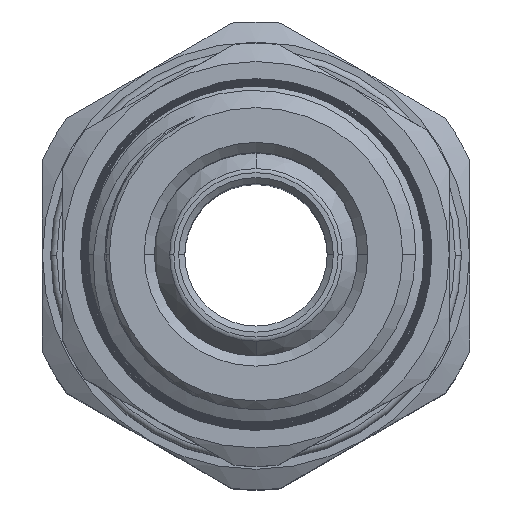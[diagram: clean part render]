
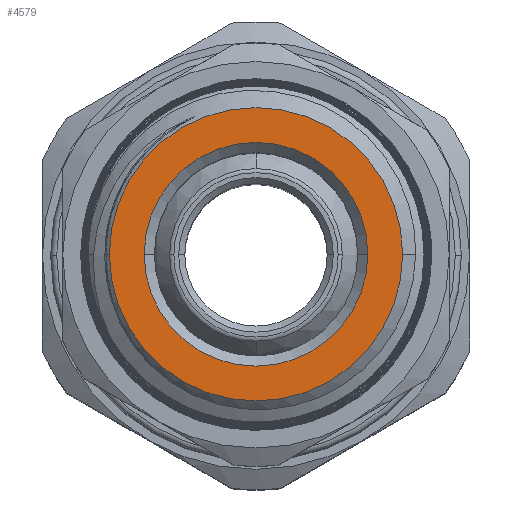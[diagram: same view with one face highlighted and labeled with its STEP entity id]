
A CAD part, top view. The second image highlights one B-rep face of the part: STEP entity #4579.
In plain terms, the highlighted face is planar.
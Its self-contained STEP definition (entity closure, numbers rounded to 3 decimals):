
#1211 = DIRECTION ( 'NONE',  ( 1., 0., 0. ) ) ;
#2584 = ORIENTED_EDGE ( 'NONE', *, *, #28676, .T. ) ;
#3434 = ORIENTED_EDGE ( 'NONE', *, *, #15944, .T. ) ;
#3489 = CARTESIAN_POINT ( 'NONE',  ( 5.5, 0., -21.7 ) ) ;
#4012 = CARTESIAN_POINT ( 'NONE',  ( 7.213, 0., -21.7 ) ) ;
#4579 = ADVANCED_FACE ( 'NONE', ( #14576, #15302 ), #15365, .F. ) ;
#5407 = CARTESIAN_POINT ( 'NONE',  ( 0., 0., -21.7 ) ) ;
#6234 = DIRECTION ( 'NONE',  ( 1., 0., 0. ) ) ;
#7198 = VERTEX_POINT ( 'NONE', #4012 ) ;
#7289 = CARTESIAN_POINT ( 'NONE',  ( -5.5, 0., -21.7 ) ) ;
#7291 = AXIS2_PLACEMENT_3D ( 'NONE', #5407, #21465, #7709 ) ;
#7440 = DIRECTION ( 'NONE',  ( 0., 0., -1. ) ) ;
#7709 = DIRECTION ( 'NONE',  ( 1., 0., 0. ) ) ;
#7816 = VERTEX_POINT ( 'NONE', #7289 ) ;
#9067 = VERTEX_POINT ( 'NONE', #3489 ) ;
#10764 = DIRECTION ( 'NONE',  ( 0., 0., 1. ) ) ;
#10821 = CIRCLE ( 'NONE', #7291, 5.5 ) ;
#11436 = ORIENTED_EDGE ( 'NONE', *, *, #22529, .T. ) ;
#12564 = VERTEX_POINT ( 'NONE', #18760 ) ;
#13362 = DIRECTION ( 'NONE',  ( 0., 0., -1. ) ) ;
#14002 = AXIS2_PLACEMENT_3D ( 'NONE', #27116, #13362, #29428 ) ;
#14576 = FACE_OUTER_BOUND ( 'NONE', #18299, .T. ) ;
#14967 = DIRECTION ( 'NONE',  ( 0., 0., 1. ) ) ;
#15302 = FACE_BOUND ( 'NONE', #24721, .T. ) ;
#15365 = PLANE ( 'NONE',  #18854 ) ;
#15944 = EDGE_CURVE ( 'NONE', #9067, #7816, #21806, .T. ) ;
#17032 = ORIENTED_EDGE ( 'NONE', *, *, #17153, .T. ) ;
#17153 = EDGE_CURVE ( 'NONE', #7198, #12564, #18578, .T. ) ;
#17686 = CARTESIAN_POINT ( 'NONE',  ( 0., 0., -21.7 ) ) ;
#18299 = EDGE_LOOP ( 'NONE', ( #17032, #11436 ) ) ;
#18578 = CIRCLE ( 'NONE', #25690, 7.213 ) ;
#18760 = CARTESIAN_POINT ( 'NONE',  ( -7.213, 0., -21.7 ) ) ;
#18854 = AXIS2_PLACEMENT_3D ( 'NONE', #17686, #10764, #6234 ) ;
#19092 = CIRCLE ( 'NONE', #14002, 7.213 ) ;
#21220 = CARTESIAN_POINT ( 'NONE',  ( 0., 0., -21.7 ) ) ;
#21465 = DIRECTION ( 'NONE',  ( 0., 0., 1. ) ) ;
#21806 = CIRCLE ( 'NONE', #23756, 5.5 ) ;
#22529 = EDGE_CURVE ( 'NONE', #12564, #7198, #19092, .T. ) ;
#23526 = DIRECTION ( 'NONE',  ( 1., 0., 0. ) ) ;
#23756 = AXIS2_PLACEMENT_3D ( 'NONE', #28743, #14967, #1211 ) ;
#24721 = EDGE_LOOP ( 'NONE', ( #2584, #3434 ) ) ;
#25690 = AXIS2_PLACEMENT_3D ( 'NONE', #21220, #7440, #23526 ) ;
#27116 = CARTESIAN_POINT ( 'NONE',  ( 0., 0., -21.7 ) ) ;
#28676 = EDGE_CURVE ( 'NONE', #7816, #9067, #10821, .T. ) ;
#28743 = CARTESIAN_POINT ( 'NONE',  ( 0., 0., -21.7 ) ) ;
#29428 = DIRECTION ( 'NONE',  ( 1., 0., 0. ) ) ;
